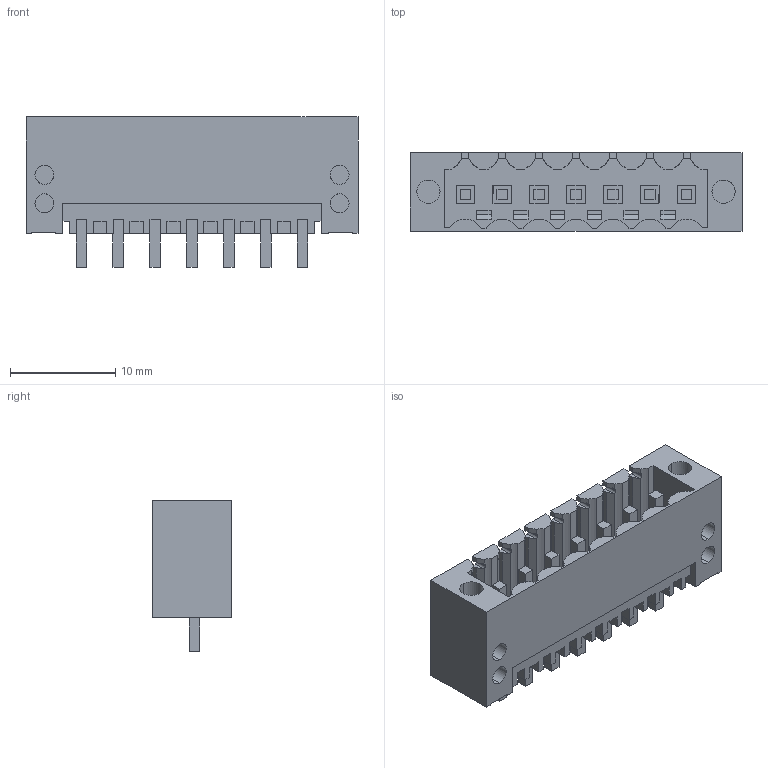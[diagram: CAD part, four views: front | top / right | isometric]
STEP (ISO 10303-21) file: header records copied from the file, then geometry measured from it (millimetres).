
FILE_DESCRIPTION(('CATIA V5 STEP Exchange','CAx-IF Rec.Pracs.--- Model Styling and Organization---1.2---2011-12-15'),'2;1');
FILE_NAME ('D1457297_0_1842820000_1842820000.stp','2018-03-13T15:14:39+00:00',('none'),('Weidmueller'),'CATIA Version 5-6 Release 2014','CATIA V5 STEP AP214','none');
FILE_SCHEMA(('AUTOMOTIVE_DESIGN { 1 0 10303 214 1 1 1 1 }'));
Length unit declared in the file: millimetre
Products named in the file (1): 1842820000
Bounding box: 31.5 x 7.45 x 14.25 mm (x, y, z)
Volume: 1227.5 mm3; surface area: 2918.7 mm2
Topology: 8 solids, 8 shells, 613 faces, 1766 edges, 1196 vertices
Faces by surface type: plane 542, cylinder 71
Entity records: 19270 total; most frequent: CARTESIAN_POINT 3581, ORIENTED_EDGE 3532, DIRECTION 2440, EDGE_CURVE 1766, VECTOR 1596, LINE 1596, VERTEX_POINT 1196, EDGE_LOOP 654
